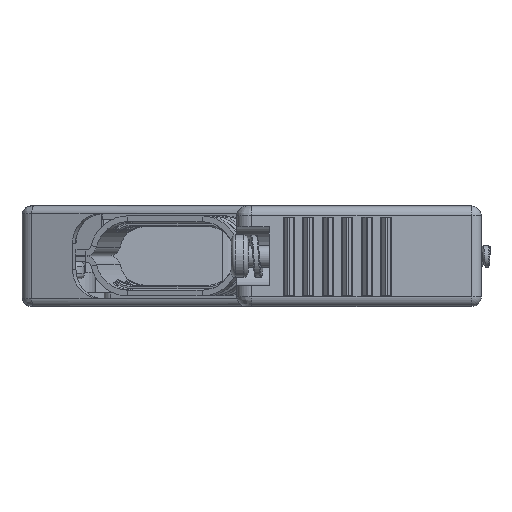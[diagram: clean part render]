
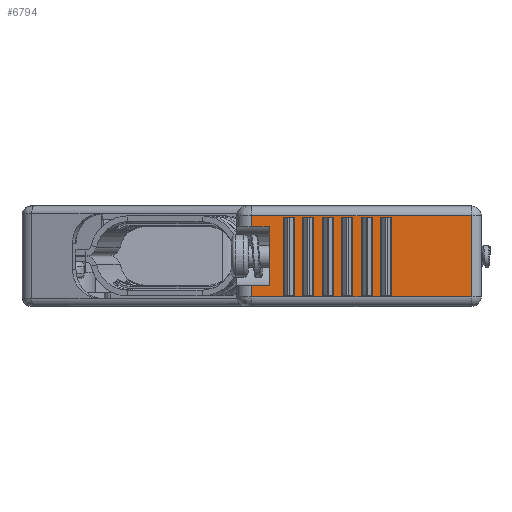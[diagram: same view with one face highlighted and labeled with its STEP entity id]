
A CAD part, left-side view. The second image highlights one B-rep face of the part: STEP entity #6794.
In plain terms, the highlighted planar face has unit normal (-1, 0, 0).
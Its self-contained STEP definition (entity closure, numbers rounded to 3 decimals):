
#6493=CARTESIAN_POINT('',(-35.865,21.5,8.15));
#6494=VERTEX_POINT('',#6493);
#6502=CARTESIAN_POINT('',(-35.865,21.5,9.3));
#6503=VERTEX_POINT('',#6502);
#6504=CARTESIAN_POINT('',(-35.865,21.5,8.15));
#6505=DIRECTION('',(0.,0.,1.));
#6506=VECTOR('',#6505,1.15);
#6507=LINE('',#6504,#6506);
#6508=EDGE_CURVE('',#6494,#6503,#6507,.T.);
#6528=CARTESIAN_POINT('',(-35.865,10.5,5.15));
#6529=DIRECTION('',(0.,1.,0.));
#6530=DIRECTION('',(-1.,0.,0.));
#6531=AXIS2_PLACEMENT_3D('',#6528,#6530,#6529);
#6532=PLANE('',#6531);
#6533=CARTESIAN_POINT('',(-35.865,19.7,8.15));
#6534=VERTEX_POINT('',#6533);
#6535=CARTESIAN_POINT('',(-35.865,21.5,8.15));
#6536=DIRECTION('',(0.,-1.,0.));
#6537=VECTOR('',#6536,1.8);
#6538=LINE('',#6535,#6537);
#6539=EDGE_CURVE('',#6494,#6534,#6538,.T.);
#6540=ORIENTED_EDGE('',*,*,#6539,.T.);
#6541=CARTESIAN_POINT('',(-35.865,19.7,2.15));
#6542=VERTEX_POINT('',#6541);
#6543=CARTESIAN_POINT('',(-35.865,19.7,8.15));
#6544=DIRECTION('',(0.,0.,-1.));
#6545=VECTOR('',#6544,6.);
#6546=LINE('',#6543,#6545);
#6547=EDGE_CURVE('',#6534,#6542,#6546,.T.);
#6548=ORIENTED_EDGE('',*,*,#6547,.T.);
#6549=CARTESIAN_POINT('',(-35.865,21.5,2.15));
#6550=VERTEX_POINT('',#6549);
#6551=CARTESIAN_POINT('',(-35.865,19.7,2.15));
#6552=DIRECTION('',(0.,1.,0.));
#6553=VECTOR('',#6552,1.8);
#6554=LINE('',#6551,#6553);
#6555=EDGE_CURVE('',#6542,#6550,#6554,.T.);
#6556=ORIENTED_EDGE('',*,*,#6555,.T.);
#6557=CARTESIAN_POINT('',(-35.865,21.5,1.));
#6558=VERTEX_POINT('',#6557);
#6559=CARTESIAN_POINT('',(-35.865,21.5,2.15));
#6560=DIRECTION('',(0.,0.,-1.));
#6561=VECTOR('',#6560,1.15);
#6562=LINE('',#6559,#6561);
#6563=EDGE_CURVE('',#6550,#6558,#6562,.T.);
#6564=ORIENTED_EDGE('',*,*,#6563,.T.);
#6565=CARTESIAN_POINT('',(-35.865,-1.,1.));
#6566=VERTEX_POINT('',#6565);
#6567=CARTESIAN_POINT('',(-35.865,21.5,1.));
#6568=DIRECTION('',(0.,-1.,0.));
#6569=VECTOR('',#6568,22.5);
#6570=LINE('',#6567,#6569);
#6571=EDGE_CURVE('',#6558,#6566,#6570,.T.);
#6572=ORIENTED_EDGE('',*,*,#6571,.T.);
#6573=CARTESIAN_POINT('',(-35.865,-1.,9.3));
#6574=VERTEX_POINT('',#6573);
#6575=CARTESIAN_POINT('',(-35.865,-1.,9.3));
#6576=DIRECTION('',(0.,0.,-1.));
#6577=VECTOR('',#6576,8.3);
#6578=LINE('',#6575,#6577);
#6579=EDGE_CURVE('',#6574,#6566,#6578,.T.);
#6580=ORIENTED_EDGE('',*,*,#6579,.F.);
#6581=CARTESIAN_POINT('',(-35.865,-1.,9.3));
#6582=DIRECTION('',(0.,1.,0.));
#6583=VECTOR('',#6582,22.5);
#6584=LINE('',#6581,#6583);
#6585=EDGE_CURVE('',#6574,#6503,#6584,.T.);
#6586=ORIENTED_EDGE('',*,*,#6585,.T.);
#6587=ORIENTED_EDGE('',*,*,#6508,.F.);
#6588=EDGE_LOOP('',(#6540,#6548,#6556,#6564,#6572,#6580,#6586,#6587));
#6589=FACE_OUTER_BOUND('',#6588,.T.);
#6590=CARTESIAN_POINT('',(-35.865,7.134,1.15));
#6591=VERTEX_POINT('',#6590);
#6592=CARTESIAN_POINT('',(-35.865,8.266,1.15));
#6593=VERTEX_POINT('',#6592);
#6594=CARTESIAN_POINT('',(-35.865,7.134,1.15));
#6595=DIRECTION('',(0.,1.,0.));
#6596=VECTOR('',#6595,1.133);
#6597=LINE('',#6594,#6596);
#6598=EDGE_CURVE('',#6591,#6593,#6597,.T.);
#6599=ORIENTED_EDGE('',*,*,#6598,.T.);
#6600=CARTESIAN_POINT('',(-35.865,8.266,9.15));
#6601=VERTEX_POINT('',#6600);
#6602=CARTESIAN_POINT('',(-35.865,8.266,9.15));
#6603=DIRECTION('',(0.,0.,-1.));
#6604=VECTOR('',#6603,8.);
#6605=LINE('',#6602,#6604);
#6606=EDGE_CURVE('',#6601,#6593,#6605,.T.);
#6607=ORIENTED_EDGE('',*,*,#6606,.F.);
#6608=CARTESIAN_POINT('',(-35.865,7.134,9.15));
#6609=VERTEX_POINT('',#6608);
#6610=CARTESIAN_POINT('',(-35.865,8.266,9.15));
#6611=DIRECTION('',(0.,-1.,0.));
#6612=VECTOR('',#6611,1.133);
#6613=LINE('',#6610,#6612);
#6614=EDGE_CURVE('',#6601,#6609,#6613,.T.);
#6615=ORIENTED_EDGE('',*,*,#6614,.T.);
#6616=CARTESIAN_POINT('',(-35.865,7.134,9.15));
#6617=DIRECTION('',(0.,0.,-1.));
#6618=VECTOR('',#6617,8.);
#6619=LINE('',#6616,#6618);
#6620=EDGE_CURVE('',#6609,#6591,#6619,.T.);
#6621=ORIENTED_EDGE('',*,*,#6620,.T.);
#6622=EDGE_LOOP('',(#6599,#6607,#6615,#6621));
#6623=FACE_BOUND('',#6622,.T.);
#6624=CARTESIAN_POINT('',(-35.865,9.134,1.15));
#6625=VERTEX_POINT('',#6624);
#6626=CARTESIAN_POINT('',(-35.865,10.266,1.15));
#6627=VERTEX_POINT('',#6626);
#6628=CARTESIAN_POINT('',(-35.865,9.134,1.15));
#6629=DIRECTION('',(0.,1.,0.));
#6630=VECTOR('',#6629,1.133);
#6631=LINE('',#6628,#6630);
#6632=EDGE_CURVE('',#6625,#6627,#6631,.T.);
#6633=ORIENTED_EDGE('',*,*,#6632,.T.);
#6634=CARTESIAN_POINT('',(-35.865,10.266,9.15));
#6635=VERTEX_POINT('',#6634);
#6636=CARTESIAN_POINT('',(-35.865,10.266,9.15));
#6637=DIRECTION('',(0.,0.,-1.));
#6638=VECTOR('',#6637,8.);
#6639=LINE('',#6636,#6638);
#6640=EDGE_CURVE('',#6635,#6627,#6639,.T.);
#6641=ORIENTED_EDGE('',*,*,#6640,.F.);
#6642=CARTESIAN_POINT('',(-35.865,9.134,9.15));
#6643=VERTEX_POINT('',#6642);
#6644=CARTESIAN_POINT('',(-35.865,10.266,9.15));
#6645=DIRECTION('',(0.,-1.,0.));
#6646=VECTOR('',#6645,1.133);
#6647=LINE('',#6644,#6646);
#6648=EDGE_CURVE('',#6635,#6643,#6647,.T.);
#6649=ORIENTED_EDGE('',*,*,#6648,.T.);
#6650=CARTESIAN_POINT('',(-35.865,9.134,9.15));
#6651=DIRECTION('',(0.,0.,-1.));
#6652=VECTOR('',#6651,8.);
#6653=LINE('',#6650,#6652);
#6654=EDGE_CURVE('',#6643,#6625,#6653,.T.);
#6655=ORIENTED_EDGE('',*,*,#6654,.T.);
#6656=EDGE_LOOP('',(#6633,#6641,#6649,#6655));
#6657=FACE_BOUND('',#6656,.T.);
#6658=CARTESIAN_POINT('',(-35.865,11.134,1.15));
#6659=VERTEX_POINT('',#6658);
#6660=CARTESIAN_POINT('',(-35.865,12.266,1.15));
#6661=VERTEX_POINT('',#6660);
#6662=CARTESIAN_POINT('',(-35.865,11.134,1.15));
#6663=DIRECTION('',(0.,1.,0.));
#6664=VECTOR('',#6663,1.133);
#6665=LINE('',#6662,#6664);
#6666=EDGE_CURVE('',#6659,#6661,#6665,.T.);
#6667=ORIENTED_EDGE('',*,*,#6666,.T.);
#6668=CARTESIAN_POINT('',(-35.865,12.266,9.15));
#6669=VERTEX_POINT('',#6668);
#6670=CARTESIAN_POINT('',(-35.865,12.266,9.15));
#6671=DIRECTION('',(0.,0.,-1.));
#6672=VECTOR('',#6671,8.);
#6673=LINE('',#6670,#6672);
#6674=EDGE_CURVE('',#6669,#6661,#6673,.T.);
#6675=ORIENTED_EDGE('',*,*,#6674,.F.);
#6676=CARTESIAN_POINT('',(-35.865,11.134,9.15));
#6677=VERTEX_POINT('',#6676);
#6678=CARTESIAN_POINT('',(-35.865,12.266,9.15));
#6679=DIRECTION('',(0.,-1.,0.));
#6680=VECTOR('',#6679,1.133);
#6681=LINE('',#6678,#6680);
#6682=EDGE_CURVE('',#6669,#6677,#6681,.T.);
#6683=ORIENTED_EDGE('',*,*,#6682,.T.);
#6684=CARTESIAN_POINT('',(-35.865,11.134,9.15));
#6685=DIRECTION('',(0.,0.,-1.));
#6686=VECTOR('',#6685,8.);
#6687=LINE('',#6684,#6686);
#6688=EDGE_CURVE('',#6677,#6659,#6687,.T.);
#6689=ORIENTED_EDGE('',*,*,#6688,.T.);
#6690=EDGE_LOOP('',(#6667,#6675,#6683,#6689));
#6691=FACE_BOUND('',#6690,.T.);
#6692=CARTESIAN_POINT('',(-35.865,13.134,1.15));
#6693=VERTEX_POINT('',#6692);
#6694=CARTESIAN_POINT('',(-35.865,14.266,1.15));
#6695=VERTEX_POINT('',#6694);
#6696=CARTESIAN_POINT('',(-35.865,13.134,1.15));
#6697=DIRECTION('',(0.,1.,0.));
#6698=VECTOR('',#6697,1.133);
#6699=LINE('',#6696,#6698);
#6700=EDGE_CURVE('',#6693,#6695,#6699,.T.);
#6701=ORIENTED_EDGE('',*,*,#6700,.T.);
#6702=CARTESIAN_POINT('',(-35.865,14.266,9.15));
#6703=VERTEX_POINT('',#6702);
#6704=CARTESIAN_POINT('',(-35.865,14.266,9.15));
#6705=DIRECTION('',(0.,0.,-1.));
#6706=VECTOR('',#6705,8.);
#6707=LINE('',#6704,#6706);
#6708=EDGE_CURVE('',#6703,#6695,#6707,.T.);
#6709=ORIENTED_EDGE('',*,*,#6708,.F.);
#6710=CARTESIAN_POINT('',(-35.865,13.134,9.15));
#6711=VERTEX_POINT('',#6710);
#6712=CARTESIAN_POINT('',(-35.865,14.266,9.15));
#6713=DIRECTION('',(0.,-1.,0.));
#6714=VECTOR('',#6713,1.133);
#6715=LINE('',#6712,#6714);
#6716=EDGE_CURVE('',#6703,#6711,#6715,.T.);
#6717=ORIENTED_EDGE('',*,*,#6716,.T.);
#6718=CARTESIAN_POINT('',(-35.865,13.134,9.15));
#6719=DIRECTION('',(0.,0.,-1.));
#6720=VECTOR('',#6719,8.);
#6721=LINE('',#6718,#6720);
#6722=EDGE_CURVE('',#6711,#6693,#6721,.T.);
#6723=ORIENTED_EDGE('',*,*,#6722,.T.);
#6724=EDGE_LOOP('',(#6701,#6709,#6717,#6723));
#6725=FACE_BOUND('',#6724,.T.);
#6726=CARTESIAN_POINT('',(-35.865,15.134,1.15));
#6727=VERTEX_POINT('',#6726);
#6728=CARTESIAN_POINT('',(-35.865,16.266,1.15));
#6729=VERTEX_POINT('',#6728);
#6730=CARTESIAN_POINT('',(-35.865,15.134,1.15));
#6731=DIRECTION('',(0.,1.,0.));
#6732=VECTOR('',#6731,1.133);
#6733=LINE('',#6730,#6732);
#6734=EDGE_CURVE('',#6727,#6729,#6733,.T.);
#6735=ORIENTED_EDGE('',*,*,#6734,.T.);
#6736=CARTESIAN_POINT('',(-35.865,16.266,9.15));
#6737=VERTEX_POINT('',#6736);
#6738=CARTESIAN_POINT('',(-35.865,16.266,9.15));
#6739=DIRECTION('',(0.,0.,-1.));
#6740=VECTOR('',#6739,8.);
#6741=LINE('',#6738,#6740);
#6742=EDGE_CURVE('',#6737,#6729,#6741,.T.);
#6743=ORIENTED_EDGE('',*,*,#6742,.F.);
#6744=CARTESIAN_POINT('',(-35.865,15.134,9.15));
#6745=VERTEX_POINT('',#6744);
#6746=CARTESIAN_POINT('',(-35.865,16.266,9.15));
#6747=DIRECTION('',(0.,-1.,0.));
#6748=VECTOR('',#6747,1.133);
#6749=LINE('',#6746,#6748);
#6750=EDGE_CURVE('',#6737,#6745,#6749,.T.);
#6751=ORIENTED_EDGE('',*,*,#6750,.T.);
#6752=CARTESIAN_POINT('',(-35.865,15.134,9.15));
#6753=DIRECTION('',(0.,0.,-1.));
#6754=VECTOR('',#6753,8.);
#6755=LINE('',#6752,#6754);
#6756=EDGE_CURVE('',#6745,#6727,#6755,.T.);
#6757=ORIENTED_EDGE('',*,*,#6756,.T.);
#6758=EDGE_LOOP('',(#6735,#6743,#6751,#6757));
#6759=FACE_BOUND('',#6758,.T.);
#6760=CARTESIAN_POINT('',(-35.865,17.134,1.15));
#6761=VERTEX_POINT('',#6760);
#6762=CARTESIAN_POINT('',(-35.865,18.266,1.15));
#6763=VERTEX_POINT('',#6762);
#6764=CARTESIAN_POINT('',(-35.865,17.134,1.15));
#6765=DIRECTION('',(0.,1.,0.));
#6766=VECTOR('',#6765,1.133);
#6767=LINE('',#6764,#6766);
#6768=EDGE_CURVE('',#6761,#6763,#6767,.T.);
#6769=ORIENTED_EDGE('',*,*,#6768,.T.);
#6770=CARTESIAN_POINT('',(-35.865,18.266,9.15));
#6771=VERTEX_POINT('',#6770);
#6772=CARTESIAN_POINT('',(-35.865,18.266,9.15));
#6773=DIRECTION('',(0.,0.,-1.));
#6774=VECTOR('',#6773,8.);
#6775=LINE('',#6772,#6774);
#6776=EDGE_CURVE('',#6771,#6763,#6775,.T.);
#6777=ORIENTED_EDGE('',*,*,#6776,.F.);
#6778=CARTESIAN_POINT('',(-35.865,17.134,9.15));
#6779=VERTEX_POINT('',#6778);
#6780=CARTESIAN_POINT('',(-35.865,18.266,9.15));
#6781=DIRECTION('',(0.,-1.,0.));
#6782=VECTOR('',#6781,1.133);
#6783=LINE('',#6780,#6782);
#6784=EDGE_CURVE('',#6771,#6779,#6783,.T.);
#6785=ORIENTED_EDGE('',*,*,#6784,.T.);
#6786=CARTESIAN_POINT('',(-35.865,17.134,9.15));
#6787=DIRECTION('',(0.,0.,-1.));
#6788=VECTOR('',#6787,8.);
#6789=LINE('',#6786,#6788);
#6790=EDGE_CURVE('',#6779,#6761,#6789,.T.);
#6791=ORIENTED_EDGE('',*,*,#6790,.T.);
#6792=EDGE_LOOP('',(#6769,#6777,#6785,#6791));
#6793=FACE_BOUND('',#6792,.T.);
#6794=ADVANCED_FACE('',(#6589,#6623,#6657,#6691,#6725,#6759,#6793),#6532,.T.);
